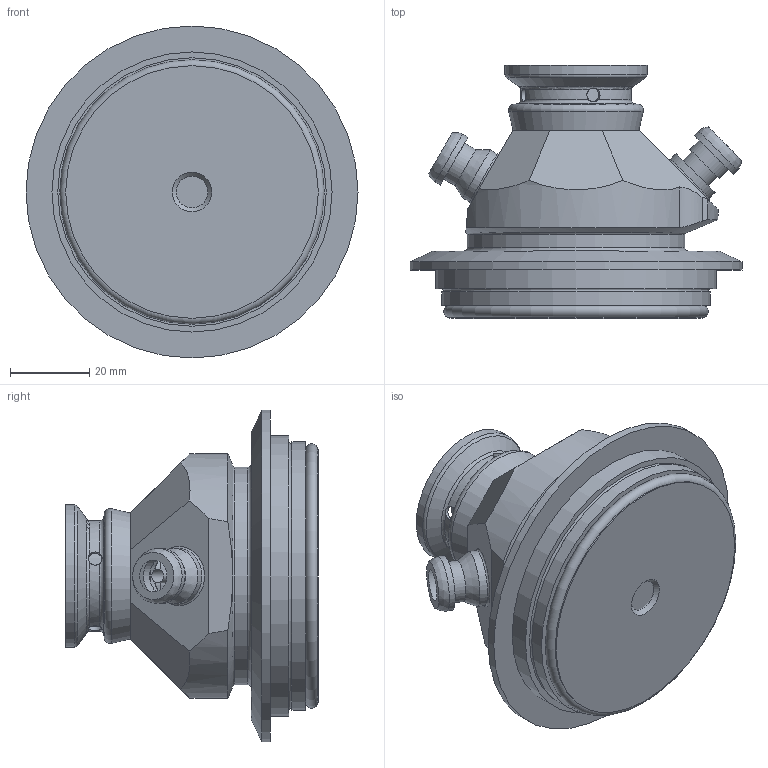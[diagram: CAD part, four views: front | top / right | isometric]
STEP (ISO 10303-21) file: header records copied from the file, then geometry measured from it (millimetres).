
FILE_DESCRIPTION(/* description */ ('This is a sample STEP configuration'),/* implementation_level */ '2;1');
FILE_NAME(/* name */ '890009.stp',/* time_stamp */ '2021-05-26T14:31:47+02:00',/* author */ ('powerJobs'),/* organization */ ('coolOrange'),/* preprocessor_version */ 'ST-DEVELOPER v18',/* originating_system */ 'Autodesk Inventor 2020',/* authorisation */ '');
FILE_SCHEMA (('AUTOMOTIVE_DESIGN { 1 0 10303 214 3 1 1 }'));
Length unit declared in the file: millimetre
Products named in the file (1): 890009
Bounding box: 84 x 64 x 84 mm (x, y, z)
Volume: 143684.6 mm3; surface area: 35243.4 mm2
Topology: 4 solids, 4 shells, 99 faces, 309 edges, 221 vertices
Faces by surface type: cylinder 37, plane 28, cone 18, torus 14, bspline 2
Full cylindrical faces by diameter (mm): 3.5 x5, 8 x1, 9 x1, 10.5 x2, 14 x4, 16 x1, 17.048 x1, 25 x1, 26 x1, 28.5 x1, 28.7 x1, 29 x1, 30 x2, 36 x1, 55 x1, 63.9 x1, 67.9 x1, 70.85 x1, 84 x1
Entity records: 4374 total; most frequent: CARTESIAN_POINT 1285, DIRECTION 657, ORIENTED_EDGE 618, EDGE_CURVE 309, AXIS2_PLACEMENT_3D 291, VERTEX_POINT 221, CIRCLE 180, EDGE_LOOP 120
